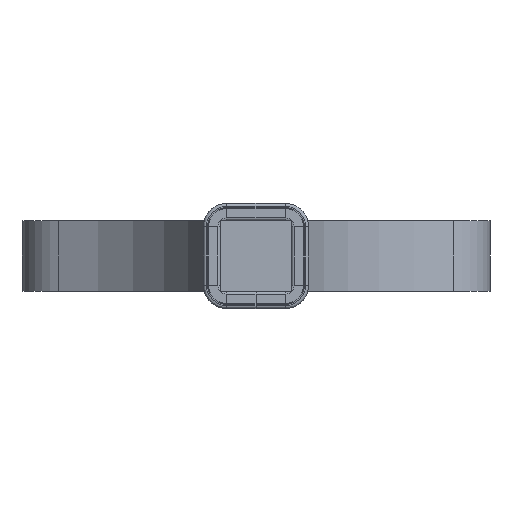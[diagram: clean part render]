
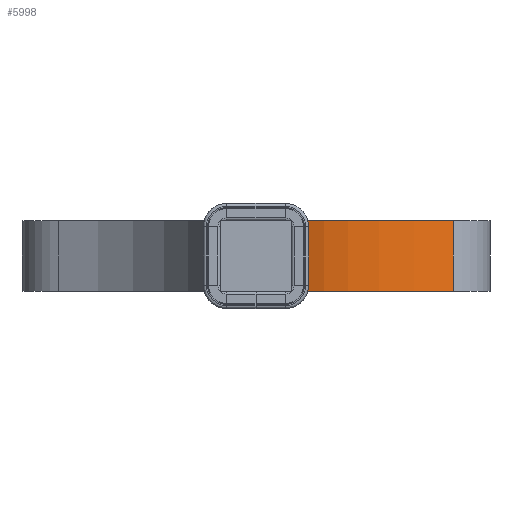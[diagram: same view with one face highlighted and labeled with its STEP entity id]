
A CAD part, front view. The second image highlights one B-rep face of the part: STEP entity #5998.
In plain terms, the highlighted cylindrical face has radius 43.765 mm (diameter 87.529 mm), a partial arc.
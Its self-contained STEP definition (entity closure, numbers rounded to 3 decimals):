
#444 = DIRECTION ( 'NONE',  ( 0., 0., -1. ) ) ;
#1392 = EDGE_LOOP ( 'NONE', ( #5760, #7960, #31289, #6593 ) ) ;
#1583 = CARTESIAN_POINT ( 'NONE',  ( 33.676, -259.3, -6. ) ) ;
#1754 = FACE_OUTER_BOUND ( 'NONE', #1392, .T. ) ;
#2205 = CARTESIAN_POINT ( 'NONE',  ( 33.676, -259.3, 6. ) ) ;
#3077 = CARTESIAN_POINT ( 'NONE',  ( 6., -300., -6. ) ) ;
#4886 = CARTESIAN_POINT ( 'NONE',  ( 49.765, -300., 6. ) ) ;
#5012 = CIRCLE ( 'NONE', #26326, 43.765 ) ;
#5760 = ORIENTED_EDGE ( 'NONE', *, *, #29089, .F. ) ;
#5998 = ADVANCED_FACE ( 'NONE', ( #1754 ), #11633, .F. ) ;
#6185 = DIRECTION ( 'NONE',  ( 0., 0., 1. ) ) ;
#6593 = ORIENTED_EDGE ( 'NONE', *, *, #10774, .T. ) ;
#6707 = LINE ( 'NONE', #1583, #28380 ) ;
#7752 = DIRECTION ( 'NONE',  ( -1., 0., 0. ) ) ;
#7960 = ORIENTED_EDGE ( 'NONE', *, *, #21996, .F. ) ;
#7982 = CARTESIAN_POINT ( 'NONE',  ( 33.676, -259.3, -6. ) ) ;
#10774 = EDGE_CURVE ( 'NONE', #25972, #25315, #6707, .T. ) ;
#10865 = CARTESIAN_POINT ( 'NONE',  ( 49.765, -300., 0. ) ) ;
#11150 = DIRECTION ( 'NONE',  ( 0., 0., 1. ) ) ;
#11352 = VERTEX_POINT ( 'NONE', #14310 ) ;
#11519 = AXIS2_PLACEMENT_3D ( 'NONE', #4886, #444, #7752 ) ;
#11633 = CYLINDRICAL_SURFACE ( 'NONE', #14759, 43.765 ) ;
#13487 = EDGE_CURVE ( 'NONE', #27185, #25972, #5012, .T. ) ;
#14098 = CIRCLE ( 'NONE', #11519, 43.765 ) ;
#14310 = CARTESIAN_POINT ( 'NONE',  ( 6., -300., 6. ) ) ;
#14759 = AXIS2_PLACEMENT_3D ( 'NONE', #10865, #6185, #30298 ) ;
#17767 = DIRECTION ( 'NONE',  ( 0., 0., -1. ) ) ;
#18210 = LINE ( 'NONE', #3077, #19750 ) ;
#19750 = VECTOR ( 'NONE', #22527, 1000. ) ;
#21996 = EDGE_CURVE ( 'NONE', #27185, #11352, #18210, .T. ) ;
#22432 = CARTESIAN_POINT ( 'NONE',  ( 6., -300., -6. ) ) ;
#22527 = DIRECTION ( 'NONE',  ( 0., 0., 1. ) ) ;
#24930 = CARTESIAN_POINT ( 'NONE',  ( 49.765, -300., -6. ) ) ;
#25315 = VERTEX_POINT ( 'NONE', #2205 ) ;
#25972 = VERTEX_POINT ( 'NONE', #7982 ) ;
#26326 = AXIS2_PLACEMENT_3D ( 'NONE', #24930, #17767, #27354 ) ;
#27185 = VERTEX_POINT ( 'NONE', #22432 ) ;
#27354 = DIRECTION ( 'NONE',  ( -1., 0., 0. ) ) ;
#28380 = VECTOR ( 'NONE', #11150, 1000. ) ;
#29089 = EDGE_CURVE ( 'NONE', #11352, #25315, #14098, .T. ) ;
#30298 = DIRECTION ( 'NONE',  ( 1., 0., 0. ) ) ;
#31289 = ORIENTED_EDGE ( 'NONE', *, *, #13487, .T. ) ;
